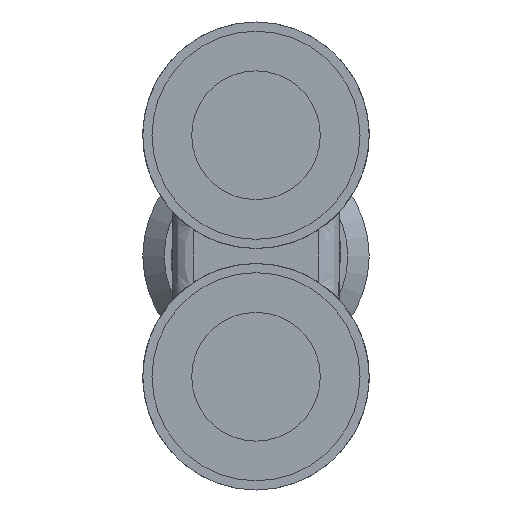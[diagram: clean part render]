
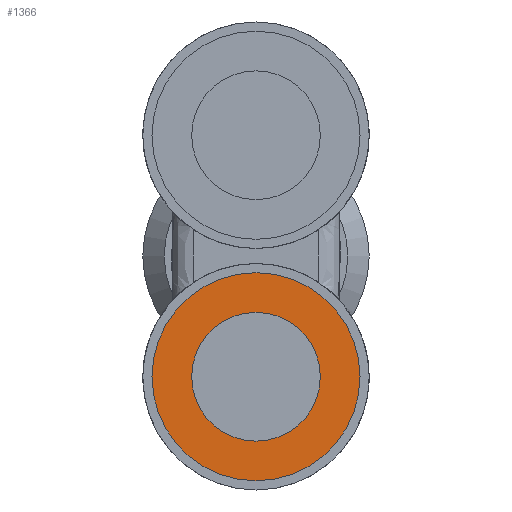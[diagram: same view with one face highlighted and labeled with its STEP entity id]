
A CAD part, left-side view. The second image highlights one B-rep face of the part: STEP entity #1366.
In plain terms, the highlighted planar face has unit normal (-1, 0, 0).
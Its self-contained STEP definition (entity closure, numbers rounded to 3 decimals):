
#157 = DIRECTION ( 'NONE',  ( 0., 0., 1. ) ) ;
#159 = DIRECTION ( 'NONE',  ( -1., 0., 0. ) ) ;
#164 = CARTESIAN_POINT ( 'NONE',  ( -18.95, 0., -5.63 ) ) ;
#228 = CARTESIAN_POINT ( 'NONE',  ( -18.95, 0., -8.63 ) ) ;
#326 = CARTESIAN_POINT ( 'NONE',  ( -18.95, 0., -0.78 ) ) ;
#411 = CARTESIAN_POINT ( 'NONE',  ( -18.95, 0., -10.48 ) ) ;
#493 = CARTESIAN_POINT ( 'NONE',  ( -18.95, 0., -2.63 ) ) ;
#633 = VERTEX_POINT ( 'NONE', #493 ) ;
#696 = DIRECTION ( 'NONE',  ( 0., 0., 1. ) ) ;
#697 = DIRECTION ( 'NONE',  ( -1., 0., 0. ) ) ;
#698 = CARTESIAN_POINT ( 'NONE',  ( -18.95, 0., -5.63 ) ) ;
#701 = DIRECTION ( 'NONE',  ( 0., 0., 1. ) ) ;
#702 = DIRECTION ( 'NONE',  ( -1., 0., 0. ) ) ;
#703 = CARTESIAN_POINT ( 'NONE',  ( -18.95, 0., -5.63 ) ) ;
#730 = VERTEX_POINT ( 'NONE', #411 ) ;
#733 = DIRECTION ( 'NONE',  ( 0., 0., 1. ) ) ;
#734 = DIRECTION ( 'NONE',  ( -1., 0., 0. ) ) ;
#735 = CARTESIAN_POINT ( 'NONE',  ( -18.95, 0., -5.63 ) ) ;
#789 = DIRECTION ( 'NONE',  ( 0., 0., 1. ) ) ;
#790 = DIRECTION ( 'NONE',  ( -1., 0., 0. ) ) ;
#791 = CARTESIAN_POINT ( 'NONE',  ( -18.95, 0., -5.63 ) ) ;
#792 = PLANE ( 'NONE',  #1470 ) ;
#834 = VERTEX_POINT ( 'NONE', #326 ) ;
#920 = VERTEX_POINT ( 'NONE', #228 ) ;
#1281 = CIRCLE ( 'NONE', #1447, 3. ) ;
#1309 = CIRCLE ( 'NONE', #1446, 4.85 ) ;
#1318 = CIRCLE ( 'NONE', #1400, 4.85 ) ;
#1366 = ADVANCED_FACE ( 'NONE', ( #1760, #1762 ), #792, .T. ) ;
#1400 = AXIS2_PLACEMENT_3D ( 'NONE', #164, #159, #157 ) ;
#1446 = AXIS2_PLACEMENT_3D ( 'NONE', #698, #697, #696 ) ;
#1447 = AXIS2_PLACEMENT_3D ( 'NONE', #703, #702, #701 ) ;
#1454 = AXIS2_PLACEMENT_3D ( 'NONE', #735, #734, #733 ) ;
#1455 = EDGE_CURVE ( 'NONE', #633, #920, #1766, .T. ) ;
#1470 = AXIS2_PLACEMENT_3D ( 'NONE', #791, #790, #789 ) ;
#1514 = EDGE_CURVE ( 'NONE', #920, #633, #1281, .T. ) ;
#1516 = EDGE_CURVE ( 'NONE', #834, #730, #1309, .T. ) ;
#1623 = EDGE_CURVE ( 'NONE', #730, #834, #1318, .T. ) ;
#1760 = FACE_OUTER_BOUND ( 'NONE', #1921, .T. ) ;
#1762 = FACE_BOUND ( 'NONE', #1925, .T. ) ;
#1766 = CIRCLE ( 'NONE', #1454, 3. ) ;
#1807 = ORIENTED_EDGE ( 'NONE', *, *, #1623, .T. ) ;
#1808 = ORIENTED_EDGE ( 'NONE', *, *, #1516, .T. ) ;
#1809 = ORIENTED_EDGE ( 'NONE', *, *, #1455, .F. ) ;
#1810 = ORIENTED_EDGE ( 'NONE', *, *, #1514, .F. ) ;
#1921 = EDGE_LOOP ( 'NONE', ( #1807, #1808 ) ) ;
#1925 = EDGE_LOOP ( 'NONE', ( #1809, #1810 ) ) ;
